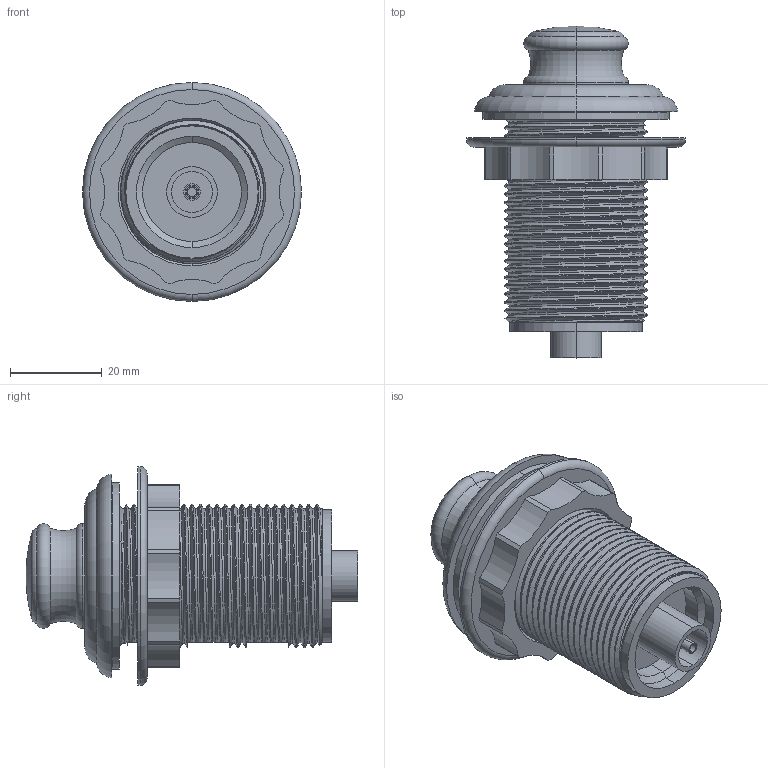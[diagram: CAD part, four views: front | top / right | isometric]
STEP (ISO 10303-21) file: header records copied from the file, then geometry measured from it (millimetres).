
FILE_DESCRIPTION((''),'2;1');
FILE_NAME('20-157_ASM','2017-01-20T',('rsmith'),(''),'PRO/ENGINEER BY PARAMETRIC TECHNOLOGY CORPORATION, 2013150','PRO/ENGINEER BY PARAMETRIC TECHNOLOGY CORPORATION, 2013150','');
FILE_SCHEMA(('CONFIG_CONTROL_DESIGN'));
Length unit declared in the file: inch
Products named in the file (7): 50649; 50650; 91322; 5-028_ASM; 12477; 12479; 20-157_ASM
Assembly tree (6 placements, depth 3):
  20-157_ASM
    5-028_ASM
      50649
      50650
      91322
    12477
    12479
Bounding box: 47.75 x 72.39 x 47.75 mm (x, y, z)
Volume: 41470.1 mm3; surface area: 33441.6 mm2
Topology: 5 solids, 7 shells, 278 faces, 688 edges, 437 vertices
Faces by surface type: cylinder 115, bspline 71, plane 39, torus 30, cone 19, sphere 4
Entity records: 30203 total; most frequent: CARTESIAN_POINT 23827, ORIENTED_EDGE 1362, DIRECTION 1180, EDGE_CURVE 684, AXIS2_PLACEMENT_3D 485, VERTEX_POINT 437, EDGE_LOOP 304, FACE_OUTER_BOUND 278
